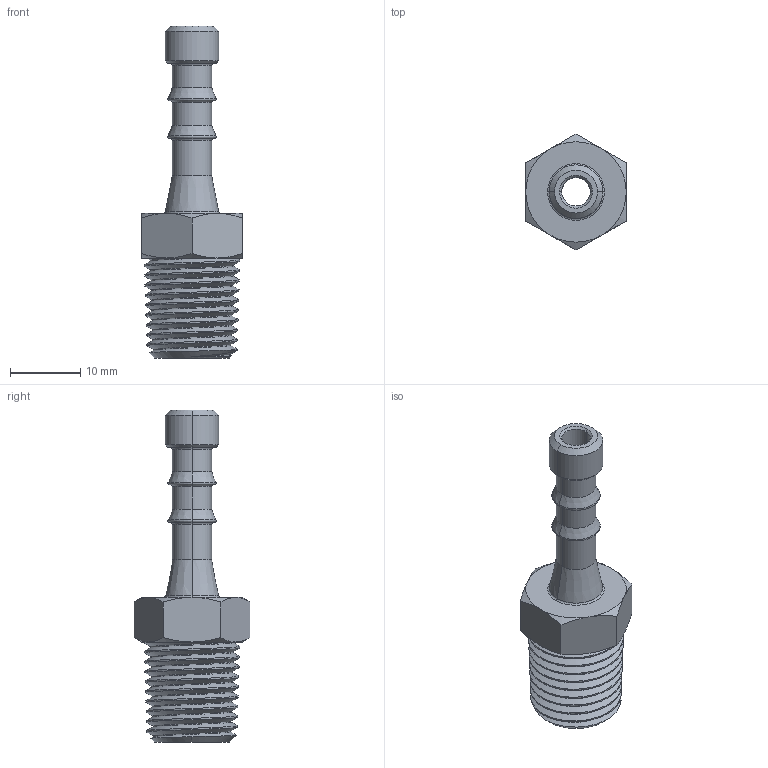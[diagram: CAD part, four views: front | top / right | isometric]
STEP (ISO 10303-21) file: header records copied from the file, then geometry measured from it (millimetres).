
FILE_DESCRIPTION (( 'STEP AP203' ), '1' );
FILE_NAME ('5350K32_Zinc-Plated Steel Barbed Hose Fitting.STEP', '2021-07-09T20:16:05', ( 'Administrator' ), ( 'Managed by Terraform' ), 'SwSTEP 2.0', 'SolidWorks 2017', '' );
FILE_SCHEMA (( 'CONFIG_CONTROL_DESIGN' ));
Length unit declared in the file: inch
Products named in the file (1): 5350K32_Zinc-Plated Steel Barbed Hose Fitting
Bounding box: 14.29 x 16.5 x 47.24 mm (x, y, z)
Volume: 2621.7 mm3; surface area: 2812.3 mm2
Topology: 1 solids, 1 shells, 91 faces, 209 edges, 125 vertices
Faces by surface type: cone 51, plane 13, cylinder 12, torus 12, bspline 3
Entity records: 8204 total; most frequent: CARTESIAN_POINT 6166, ORIENTED_EDGE 418, DIRECTION 392, EDGE_CURVE 209, AXIS2_PLACEMENT_3D 168, VERTEX_POINT 125, EDGE_LOOP 98, ADVANCED_FACE 91
